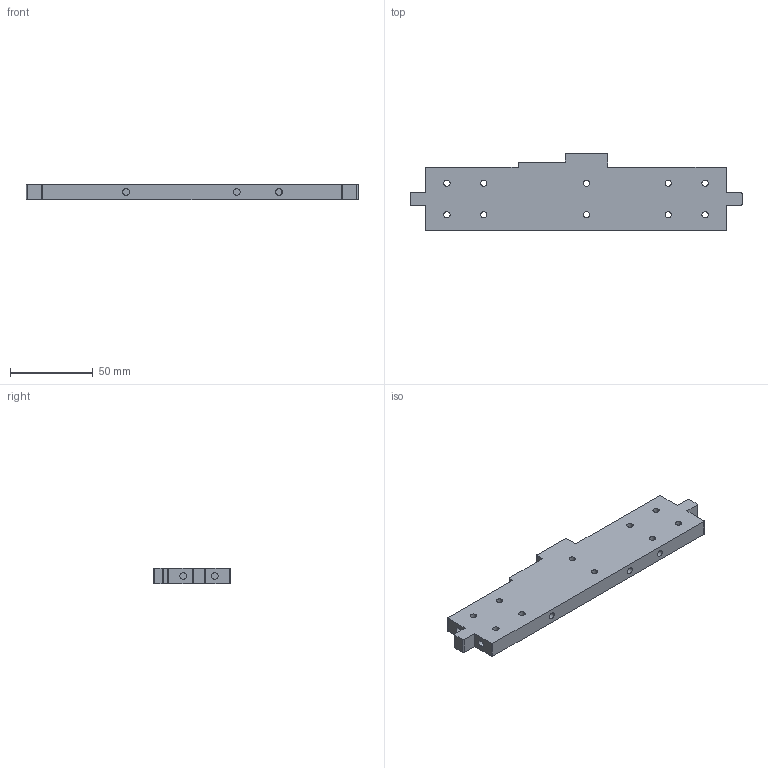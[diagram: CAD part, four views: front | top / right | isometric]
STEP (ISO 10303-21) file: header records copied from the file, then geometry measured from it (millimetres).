
FILE_DESCRIPTION (( 'STEP AP214' ), '1' );
FILE_NAME ('Back Plate.STEP', '2023-12-22T04:22:08', ( '' ), ( '' ), 'SwSTEP 2.0', 'SolidWorks 2023', '' );
FILE_SCHEMA (( 'AUTOMOTIVE_DESIGN' ));
Length unit declared in the file: inch
Products named in the file (1): Back Plate
Bounding box: 200.03 x 46.55 x 9.53 mm (x, y, z)
Volume: 67712.3 mm3; surface area: 21469.8 mm2
Topology: 1 solids, 1 shells, 81 faces, 215 edges, 142 vertices
Faces by surface type: cylinder 51, plane 30
Entity records: 2680 total; most frequent: CARTESIAN_POINT 490, DIRECTION 479, ORIENTED_EDGE 430, EDGE_CURVE 215, AXIS2_PLACEMENT_3D 185, VERTEX_POINT 142, EDGE_LOOP 111, LINE 109
